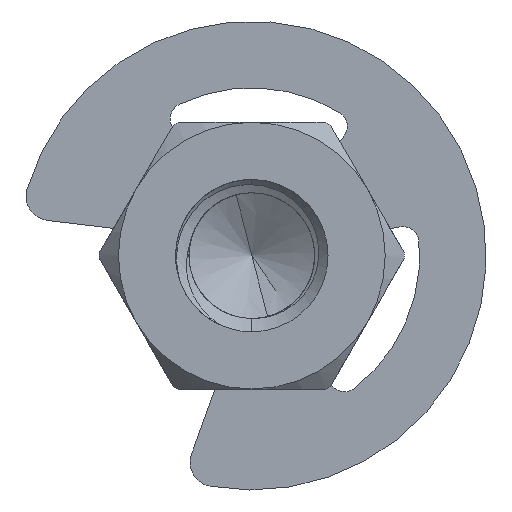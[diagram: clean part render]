
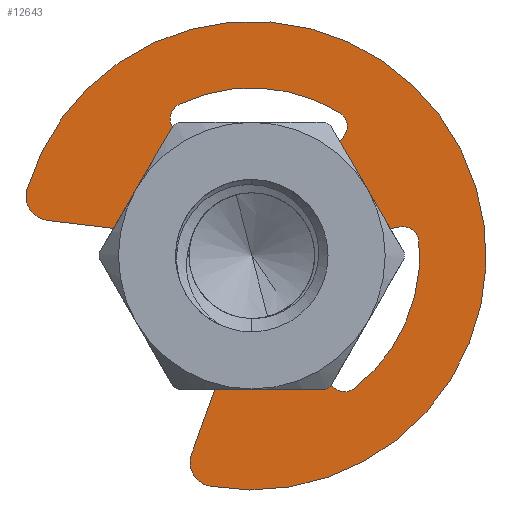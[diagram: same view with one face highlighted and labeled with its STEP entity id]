
A CAD part, front view. The second image highlights one B-rep face of the part: STEP entity #12643.
In plain terms, the highlighted face is planar.
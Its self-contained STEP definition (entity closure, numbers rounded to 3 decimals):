
#12575 = VERTEX_POINT('',#12576);
#12576 = CARTESIAN_POINT('',(-0.35,4.101,4.32));
#12582 = EDGE_CURVE('',#12575,#12583,#12585,.T.);
#12583 = VERTEX_POINT('',#12584);
#12584 = CARTESIAN_POINT('',(-0.35,3.601,4.079));
#12585 = CIRCLE('',#12586,0.639);
#12586 = AXIS2_PLACEMENT_3D('',#12587,#12588,#12589);
#12587 = CARTESIAN_POINT('',(-0.35,4.101,3.681));
#12588 = DIRECTION('',(1.,0.,-0.));
#12589 = DIRECTION('',(0.,0.,1.));
#12617 = VERTEX_POINT('',#12618);
#12618 = CARTESIAN_POINT('',(-0.35,-4.101,4.32));
#12624 = EDGE_CURVE('',#12625,#12617,#12627,.T.);
#12625 = VERTEX_POINT('',#12626);
#12626 = CARTESIAN_POINT('',(-0.35,-4.577,4.108));
#12627 = CIRCLE('',#12628,0.639);
#12628 = AXIS2_PLACEMENT_3D('',#12629,#12630,#12631);
#12629 = CARTESIAN_POINT('',(-0.35,-4.101,3.681));
#12630 = DIRECTION('',(-1.,0.,0.));
#12631 = DIRECTION('',(0.,0.,1.));
#12643 = ADVANCED_FACE('',(#12644),#12800,.F.);
#12644 = FACE_BOUND('',#12645,.T.);
#12645 = EDGE_LOOP('',(#12646,#12654,#12655,#12664,#12671,#12672,#12681,
    #12689,#12698,#12706,#12715,#12724,#12733,#12741,#12750,#12758,
    #12767,#12776,#12785,#12793));
#12646 = ORIENTED_EDGE('',*,*,#12647,.T.);
#12647 = EDGE_CURVE('',#12648,#12583,#12650,.T.);
#12648 = VERTEX_POINT('',#12649);
#12649 = CARTESIAN_POINT('',(-0.35,2.078,2.164));
#12650 = LINE('',#12651,#12652);
#12651 = CARTESIAN_POINT('',(-0.35,0.218,-0.174));
#12652 = VECTOR('',#12653,1.);
#12653 = DIRECTION('',(0.,0.623,0.783));
#12654 = ORIENTED_EDGE('',*,*,#12582,.F.);
#12655 = ORIENTED_EDGE('',*,*,#12656,.F.);
#12656 = EDGE_CURVE('',#12657,#12575,#12659,.T.);
#12657 = VERTEX_POINT('',#12658);
#12658 = CARTESIAN_POINT('',(-0.35,4.577,4.108));
#12659 = CIRCLE('',#12660,0.639);
#12660 = AXIS2_PLACEMENT_3D('',#12661,#12662,#12663);
#12661 = CARTESIAN_POINT('',(-0.35,4.101,3.681));
#12662 = DIRECTION('',(1.,0.,-0.));
#12663 = DIRECTION('',(0.,0.,1.));
#12664 = ORIENTED_EDGE('',*,*,#12665,.T.);
#12665 = EDGE_CURVE('',#12657,#12625,#12666,.T.);
#12666 = CIRCLE('',#12667,6.15);
#12667 = AXIS2_PLACEMENT_3D('',#12668,#12669,#12670);
#12668 = CARTESIAN_POINT('',(-0.35,0.,0.));
#12669 = DIRECTION('',(-1.,0.,0.));
#12670 = DIRECTION('',(0.,0.,1.));
#12671 = ORIENTED_EDGE('',*,*,#12624,.T.);
#12672 = ORIENTED_EDGE('',*,*,#12673,.T.);
#12673 = EDGE_CURVE('',#12617,#12674,#12676,.T.);
#12674 = VERTEX_POINT('',#12675);
#12675 = CARTESIAN_POINT('',(-0.35,-3.601,4.079));
#12676 = CIRCLE('',#12677,0.639);
#12677 = AXIS2_PLACEMENT_3D('',#12678,#12679,#12680);
#12678 = CARTESIAN_POINT('',(-0.35,-4.101,3.681));
#12679 = DIRECTION('',(-1.,0.,0.));
#12680 = DIRECTION('',(0.,0.,1.));
#12681 = ORIENTED_EDGE('',*,*,#12682,.F.);
#12682 = EDGE_CURVE('',#12683,#12674,#12685,.T.);
#12683 = VERTEX_POINT('',#12684);
#12684 = CARTESIAN_POINT('',(-0.35,-2.078,2.164));
#12685 = LINE('',#12686,#12687);
#12686 = CARTESIAN_POINT('',(-0.35,-0.218,-0.174));
#12687 = VECTOR('',#12688,1.);
#12688 = DIRECTION('',(0.,-0.623,0.783));
#12689 = ORIENTED_EDGE('',*,*,#12690,.F.);
#12690 = EDGE_CURVE('',#12691,#12683,#12693,.T.);
#12691 = VERTEX_POINT('',#12692);
#12692 = CARTESIAN_POINT('',(-0.35,-3.,0.));
#12693 = CIRCLE('',#12694,3.);
#12694 = AXIS2_PLACEMENT_3D('',#12695,#12696,#12697);
#12695 = CARTESIAN_POINT('',(-0.35,0.,0.));
#12696 = DIRECTION('',(-1.,0.,0.));
#12697 = DIRECTION('',(0.,0.,1.));
#12698 = ORIENTED_EDGE('',*,*,#12699,.T.);
#12699 = EDGE_CURVE('',#12691,#12700,#12702,.T.);
#12700 = VERTEX_POINT('',#12701);
#12701 = CARTESIAN_POINT('',(-0.35,-3.96,0.));
#12702 = LINE('',#12703,#12704);
#12703 = CARTESIAN_POINT('',(-0.35,-2.63,0.));
#12704 = VECTOR('',#12705,1.);
#12705 = DIRECTION('',(0.,-1.,0.));
#12706 = ORIENTED_EDGE('',*,*,#12707,.T.);
#12707 = EDGE_CURVE('',#12700,#12708,#12710,.T.);
#12708 = VERTEX_POINT('',#12709);
#12709 = CARTESIAN_POINT('',(-0.35,-4.378,-0.464));
#12710 = CIRCLE('',#12711,0.42);
#12711 = AXIS2_PLACEMENT_3D('',#12712,#12713,#12714);
#12712 = CARTESIAN_POINT('',(-0.35,-3.96,-0.42));
#12713 = DIRECTION('',(1.,0.,-0.));
#12714 = DIRECTION('',(0.,0.,1.));
#12715 = ORIENTED_EDGE('',*,*,#12716,.T.);
#12716 = EDGE_CURVE('',#12708,#12717,#12719,.T.);
#12717 = VERTEX_POINT('',#12718);
#12718 = CARTESIAN_POINT('',(-0.35,-1.982,-3.931));
#12719 = CIRCLE('',#12720,4.403);
#12720 = AXIS2_PLACEMENT_3D('',#12721,#12722,#12723);
#12721 = CARTESIAN_POINT('',(-0.35,0.,0.));
#12722 = DIRECTION('',(1.,0.,-0.));
#12723 = DIRECTION('',(0.,0.,1.));
#12724 = ORIENTED_EDGE('',*,*,#12725,.T.);
#12725 = EDGE_CURVE('',#12717,#12726,#12728,.T.);
#12726 = VERTEX_POINT('',#12727);
#12727 = CARTESIAN_POINT('',(-0.35,-1.4,-3.705));
#12728 = CIRCLE('',#12729,0.42);
#12729 = AXIS2_PLACEMENT_3D('',#12730,#12731,#12732);
#12730 = CARTESIAN_POINT('',(-0.35,-1.793,-3.556));
#12731 = DIRECTION('',(1.,0.,-0.));
#12732 = DIRECTION('',(0.,0.,1.));
#12733 = ORIENTED_EDGE('',*,*,#12734,.T.);
#12734 = EDGE_CURVE('',#12726,#12735,#12737,.T.);
#12735 = VERTEX_POINT('',#12736);
#12736 = CARTESIAN_POINT('',(-0.35,-1.061,-2.806));
#12737 = LINE('',#12738,#12739);
#12738 = CARTESIAN_POINT('',(-0.35,-0.93,-2.46));
#12739 = VECTOR('',#12740,1.);
#12740 = DIRECTION('',(0.,0.354,0.935));
#12741 = ORIENTED_EDGE('',*,*,#12742,.F.);
#12742 = EDGE_CURVE('',#12743,#12735,#12745,.T.);
#12743 = VERTEX_POINT('',#12744);
#12744 = CARTESIAN_POINT('',(-0.35,1.061,-2.806));
#12745 = CIRCLE('',#12746,3.);
#12746 = AXIS2_PLACEMENT_3D('',#12747,#12748,#12749);
#12747 = CARTESIAN_POINT('',(-0.35,0.,0.));
#12748 = DIRECTION('',(-1.,0.,0.));
#12749 = DIRECTION('',(0.,0.,1.));
#12750 = ORIENTED_EDGE('',*,*,#12751,.T.);
#12751 = EDGE_CURVE('',#12743,#12752,#12754,.T.);
#12752 = VERTEX_POINT('',#12753);
#12753 = CARTESIAN_POINT('',(-0.35,1.4,-3.705));
#12754 = LINE('',#12755,#12756);
#12755 = CARTESIAN_POINT('',(-0.35,0.93,-2.46));
#12756 = VECTOR('',#12757,1.);
#12757 = DIRECTION('',(0.,0.354,-0.935));
#12758 = ORIENTED_EDGE('',*,*,#12759,.T.);
#12759 = EDGE_CURVE('',#12752,#12760,#12762,.T.);
#12760 = VERTEX_POINT('',#12761);
#12761 = CARTESIAN_POINT('',(-0.35,1.982,-3.931));
#12762 = CIRCLE('',#12763,0.42);
#12763 = AXIS2_PLACEMENT_3D('',#12764,#12765,#12766);
#12764 = CARTESIAN_POINT('',(-0.35,1.793,-3.556));
#12765 = DIRECTION('',(1.,0.,-0.));
#12766 = DIRECTION('',(0.,0.,1.));
#12767 = ORIENTED_EDGE('',*,*,#12768,.T.);
#12768 = EDGE_CURVE('',#12760,#12769,#12771,.T.);
#12769 = VERTEX_POINT('',#12770);
#12770 = CARTESIAN_POINT('',(-0.35,4.378,-0.464));
#12771 = CIRCLE('',#12772,4.403);
#12772 = AXIS2_PLACEMENT_3D('',#12773,#12774,#12775);
#12773 = CARTESIAN_POINT('',(-0.35,0.,0.));
#12774 = DIRECTION('',(1.,0.,-0.));
#12775 = DIRECTION('',(0.,0.,1.));
#12776 = ORIENTED_EDGE('',*,*,#12777,.T.);
#12777 = EDGE_CURVE('',#12769,#12778,#12780,.T.);
#12778 = VERTEX_POINT('',#12779);
#12779 = CARTESIAN_POINT('',(-0.35,3.96,0.));
#12780 = CIRCLE('',#12781,0.42);
#12781 = AXIS2_PLACEMENT_3D('',#12782,#12783,#12784);
#12782 = CARTESIAN_POINT('',(-0.35,3.96,-0.42));
#12783 = DIRECTION('',(1.,0.,-0.));
#12784 = DIRECTION('',(0.,0.,1.));
#12785 = ORIENTED_EDGE('',*,*,#12786,.T.);
#12786 = EDGE_CURVE('',#12778,#12787,#12789,.T.);
#12787 = VERTEX_POINT('',#12788);
#12788 = CARTESIAN_POINT('',(-0.35,3.,0.));
#12789 = LINE('',#12790,#12791);
#12790 = CARTESIAN_POINT('',(-0.35,2.63,0.));
#12791 = VECTOR('',#12792,1.);
#12792 = DIRECTION('',(0.,-1.,0.));
#12793 = ORIENTED_EDGE('',*,*,#12794,.F.);
#12794 = EDGE_CURVE('',#12648,#12787,#12795,.T.);
#12795 = CIRCLE('',#12796,3.);
#12796 = AXIS2_PLACEMENT_3D('',#12797,#12798,#12799);
#12797 = CARTESIAN_POINT('',(-0.35,0.,0.));
#12798 = DIRECTION('',(-1.,0.,0.));
#12799 = DIRECTION('',(0.,0.,1.));
#12800 = PLANE('',#12801);
#12801 = AXIS2_PLACEMENT_3D('',#12802,#12803,#12804);
#12802 = CARTESIAN_POINT('',(-0.35,0.,0.));
#12803 = DIRECTION('',(1.,-0.,0.));
#12804 = DIRECTION('',(0.,0.,-1.));
